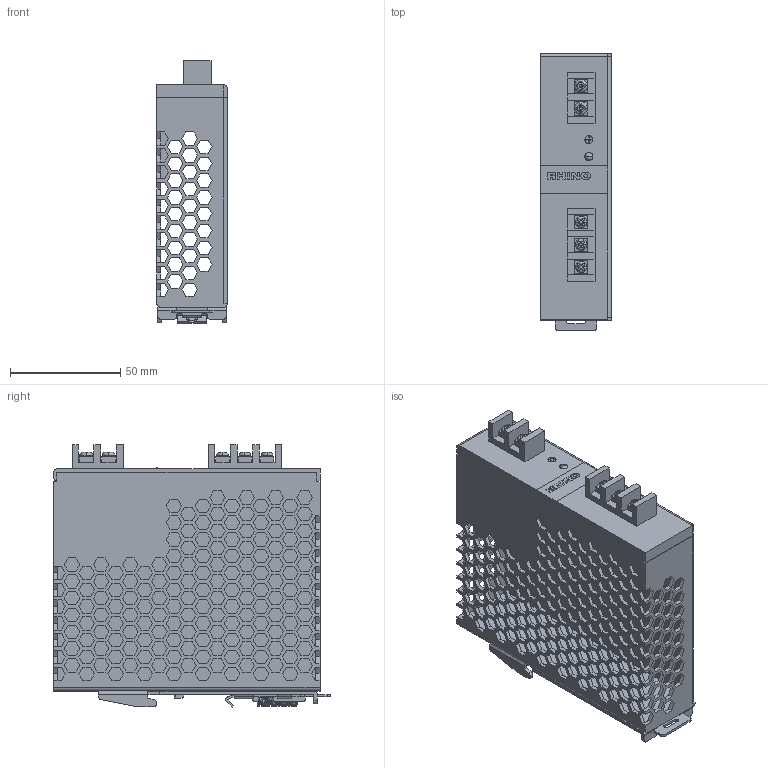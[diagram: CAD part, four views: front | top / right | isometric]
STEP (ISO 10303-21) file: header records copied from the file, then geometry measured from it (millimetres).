
FILE_DESCRIPTION (( 'STEP AP203' ), '1' );
FILE_NAME ('PSB24-060.STEP', '2011-10-11T14:14:01', ( '.adc' ), ( '' ), 'SwSTEP 2.0', 'SolidWorks 2011', '' );
FILE_SCHEMA (( 'CONFIG_CONTROL_DESIGN' ));
Length unit declared in the file: inch
Products named in the file (1): PSB24-060
Bounding box: 32 x 125.63 x 119.05 mm (x, y, z)
Volume: 84237 mm3; surface area: 72732.1 mm2
Topology: 1 solids, 1 shells, 1896 faces, 5702 edges, 3792 vertices
Faces by surface type: plane 1764, cylinder 69, cone 26, bspline 21, torus 14, sphere 2
Entity records: 68680 total; most frequent: CARTESIAN_POINT 16508, ORIENTED_EDGE 11404, DIRECTION 9553, EDGE_CURVE 5702, VECTOR 5317, LINE 5317, VERTEX_POINT 3792, EDGE_LOOP 2362
